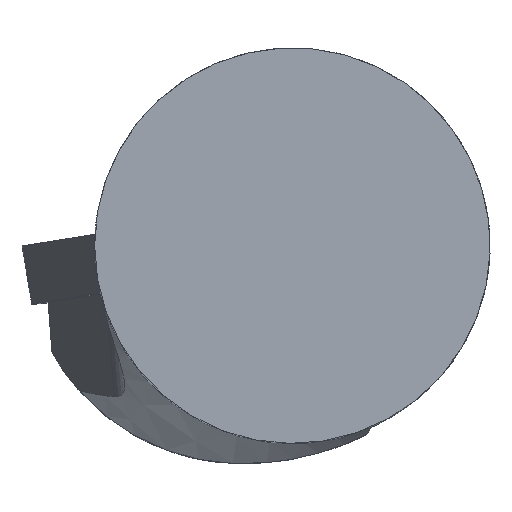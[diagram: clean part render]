
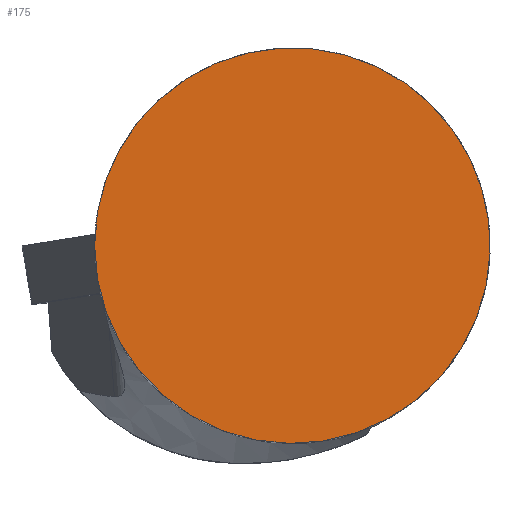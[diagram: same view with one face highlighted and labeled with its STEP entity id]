
A CAD part, top view. The second image highlights one B-rep face of the part: STEP entity #175.
In plain terms, the highlighted planar face has unit normal (0, 0, 1).
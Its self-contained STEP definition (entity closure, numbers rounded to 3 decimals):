
#175=ADVANCED_FACE('',(#233),#208,.F.);
#208=PLANE('',#849);
#233=FACE_OUTER_BOUND('',#264,.T.);
#264=EDGE_LOOP('',(#465));
#465=ORIENTED_EDGE('',*,*,#683,.F.);
#607=VERTEX_POINT('',#1272);
#683=EDGE_CURVE('',#607,#607,#737,.T.);
#737=CIRCLE('',#843,16.);
#843=AXIS2_PLACEMENT_3D('',#1271,#973,#974);
#849=AXIS2_PLACEMENT_3D('',#1296,#986,#987);
#973=DIRECTION('',(0.,0.,-1.));
#974=DIRECTION('',(-1.,0.,0.));
#986=DIRECTION('',(0.,0.,-1.));
#987=DIRECTION('',(1.,0.,0.));
#1271=CARTESIAN_POINT('',(0.,0.,0.325));
#1272=CARTESIAN_POINT('',(-16.,0.,0.325));
#1296=CARTESIAN_POINT('',(0.,0.,0.325));
